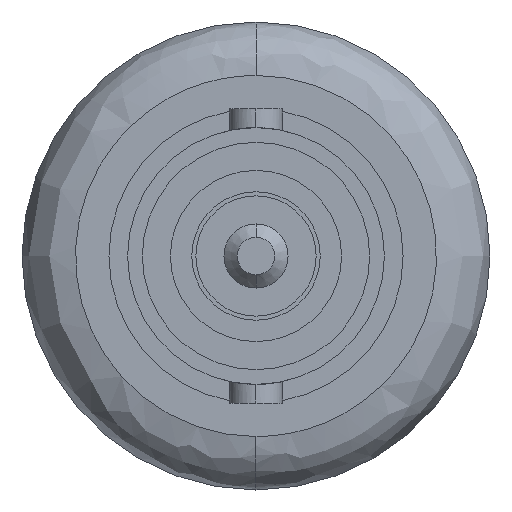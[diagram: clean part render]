
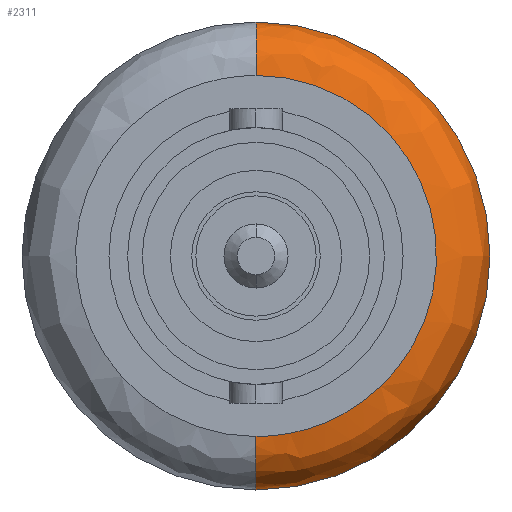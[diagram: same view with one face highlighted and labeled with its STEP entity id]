
A CAD part, left-side view. The second image highlights one B-rep face of the part: STEP entity #2311.
In plain terms, the highlighted free-form (B-spline) face has degree [3, 3] with [4, 4] control points.
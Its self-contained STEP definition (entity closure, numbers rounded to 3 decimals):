
#1 = CARTESIAN_POINT ( 'NONE',  ( 144.68, 89.157, 7.922 ) ) ;
#167 = CARTESIAN_POINT ( 'NONE',  ( 144.68, 91.5, -6.75 ) ) ;
#220 =( BOUNDED_CURVE ( )  B_SPLINE_CURVE ( 3, ( #1666, #918, #167, #1903 ),
 .UNSPECIFIED., .F., .F. ) 
 B_SPLINE_CURVE_WITH_KNOTS ( ( 4, 4 ),
 ( 0., 1. ),
 .UNSPECIFIED. ) 
 CURVE ( )  GEOMETRIC_REPRESENTATION_ITEM ( )  RATIONAL_B_SPLINE_CURVE ( ( 1., 0.333, 0.333, 1. ) ) 
 REPRESENTATION_ITEM ( '' )  );
#249 = CARTESIAN_POINT ( 'NONE',  ( 144.68, 105., -7.922 ) ) ;
#255 = CARTESIAN_POINT ( 'NONE',  ( 146.68, 105., 0. ) ) ;
#263 = CARTESIAN_POINT ( 'NONE',  ( 146.68, 105., 6.75 ) ) ;
#384 = EDGE_CURVE ( 'NONE', #2466, #1689, #772, .T. ) ;
#394 = ORIENTED_EDGE ( 'NONE', *, *, #632, .F. ) ;
#457 = EDGE_CURVE ( 'NONE', #1522, #2393, #220, .T. ) ;
#502 = CARTESIAN_POINT ( 'NONE',  ( 144.68, 91.5, 6.75 ) ) ;
#506 = DIRECTION ( 'NONE',  ( 0., 1., 0. ) ) ;
#516 = DIRECTION ( 'NONE',  ( 0., 0., 1. ) ) ;
#546 = CARTESIAN_POINT ( 'NONE',  ( 146.68, 105., 8.75 ) ) ;
#630 = CARTESIAN_POINT ( 'NONE',  ( 146.68, 105., -8.75 ) ) ;
#632 = EDGE_CURVE ( 'NONE', #1689, #2688, #1929, .T. ) ;
#651 = CARTESIAN_POINT ( 'NONE',  ( 146.68, 105., 0. ) ) ;
#739 = CARTESIAN_POINT ( 'NONE',  ( 146.68, 87.5, -8.75 ) ) ;
#756 = CARTESIAN_POINT ( 'NONE',  ( 144.68, 105., -6.75 ) ) ;
#772 = CIRCLE ( 'NONE', #1485, 8.75 ) ;
#815 = CIRCLE ( 'NONE', #987, 2. ) ;
#819 = CARTESIAN_POINT ( 'NONE',  ( 146.68, 105., -6.75 ) ) ;
#896 = DIRECTION ( 'NONE',  ( 0., 1., 0. ) ) ;
#918 = CARTESIAN_POINT ( 'NONE',  ( 144.68, 91.5, 6.75 ) ) ;
#979 = CIRCLE ( 'NONE', #2909, 2. ) ;
#987 = AXIS2_PLACEMENT_3D ( 'NONE', #263, #1990, #516 ) ;
#1005 = CARTESIAN_POINT ( 'NONE',  ( 145.508, 105., 8.75 ) ) ;
#1024 = AXIS2_PLACEMENT_3D ( 'NONE', #255, #1985, #506 ) ;
#1082 = DIRECTION ( 'NONE',  ( 0., 0., -1. ) ) ;
#1120 = ORIENTED_EDGE ( 'NONE', *, *, #1881, .T. ) ;
#1263 = CARTESIAN_POINT ( 'NONE',  ( 145.508, 87.5, -8.75 ) ) ;
#1288 = CARTESIAN_POINT ( 'NONE',  ( 144.68, 105., -6.75 ) ) ;
#1438 = ORIENTED_EDGE ( 'NONE', *, *, #384, .F. ) ;
#1485 = AXIS2_PLACEMENT_3D ( 'NONE', #651, #2371, #896 ) ;
#1510 = CARTESIAN_POINT ( 'NONE',  ( 144.68, 105., 7.922 ) ) ;
#1522 = VERTEX_POINT ( 'NONE', #1800 ) ;
#1666 = CARTESIAN_POINT ( 'NONE',  ( 144.68, 105., 6.75 ) ) ;
#1689 = VERTEX_POINT ( 'NONE', #2946 ) ;
#1697 = FACE_OUTER_BOUND ( 'NONE', #2506, .T. ) ;
#1741 = CARTESIAN_POINT ( 'NONE',  ( 144.68, 89.157, -7.922 ) ) ;
#1800 = CARTESIAN_POINT ( 'NONE',  ( 144.68, 105., 6.75 ) ) ;
#1881 = EDGE_CURVE ( 'NONE', #2466, #1522, #815, .T. ) ;
#1903 = CARTESIAN_POINT ( 'NONE',  ( 144.68, 105., -6.75 ) ) ;
#1929 = CIRCLE ( 'NONE', #1024, 8.75 ) ;
#1958 = CARTESIAN_POINT ( 'NONE',  ( 146.68, 105., 8.75 ) ) ;
#1977 = CARTESIAN_POINT ( 'NONE',  ( 144.68, 105., 6.75 ) ) ;
#1985 = DIRECTION ( 'NONE',  ( 1., 0., 0. ) ) ;
#1990 = DIRECTION ( 'NONE',  ( 0., -1., 0. ) ) ;
#2064 = EDGE_CURVE ( 'NONE', #2688, #2393, #979, .T. ) ;
#2223 = CARTESIAN_POINT ( 'NONE',  ( 146.68, 87.5, 8.75 ) ) ;
#2233 = CARTESIAN_POINT ( 'NONE',  ( 144.68, 91.5, -6.75 ) ) ;
#2305 = ORIENTED_EDGE ( 'NONE', *, *, #2064, .F. ) ;
#2311 = ADVANCED_FACE ( 'NONE', ( #1697 ), #3033, .T. ) ;
#2371 = DIRECTION ( 'NONE',  ( 1., 0., 0. ) ) ;
#2393 = VERTEX_POINT ( 'NONE', #1288 ) ;
#2466 = VERTEX_POINT ( 'NONE', #546 ) ;
#2486 = CARTESIAN_POINT ( 'NONE',  ( 146.68, 105., -8.75 ) ) ;
#2506 = EDGE_LOOP ( 'NONE', ( #1438, #1120, #3204, #2305, #394 ) ) ;
#2559 = DIRECTION ( 'NONE',  ( 0., 1., 0. ) ) ;
#2688 = VERTEX_POINT ( 'NONE', #630 ) ;
#2728 = CARTESIAN_POINT ( 'NONE',  ( 145.508, 87.5, 8.75 ) ) ;
#2909 = AXIS2_PLACEMENT_3D ( 'NONE', #819, #2559, #1082 ) ;
#2946 = CARTESIAN_POINT ( 'NONE',  ( 146.68, 96.25, 0. ) ) ;
#2983 = CARTESIAN_POINT ( 'NONE',  ( 145.508, 105., -8.75 ) ) ;
#3033 =( BOUNDED_SURFACE ( )  B_SPLINE_SURFACE ( 3, 3, ( 
 ( #1958, #2223, #739, #2486 ),
 ( #1005, #2728, #1263, #2983 ),
 ( #1510, #1, #1741, #249 ),
 ( #1977, #502, #2233, #756 ) ),
 .UNSPECIFIED., .F., .F., .F. ) 
 B_SPLINE_SURFACE_WITH_KNOTS ( ( 4, 4 ),
 ( 4, 4 ),
 ( 0., 1. ),
 ( 0., 1. ),
 .UNSPECIFIED. ) 
 GEOMETRIC_REPRESENTATION_ITEM ( )  RATIONAL_B_SPLINE_SURFACE ( (
 ( 1., 0.333, 0.333, 1.),
 ( 0.805, 0.268, 0.268, 0.805),
 ( 0.805, 0.268, 0.268, 0.805),
 ( 1., 0.333, 0.333, 1.) ) ) 
 REPRESENTATION_ITEM ( '' )  SURFACE ( )  );
#3204 = ORIENTED_EDGE ( 'NONE', *, *, #457, .T. ) ;
